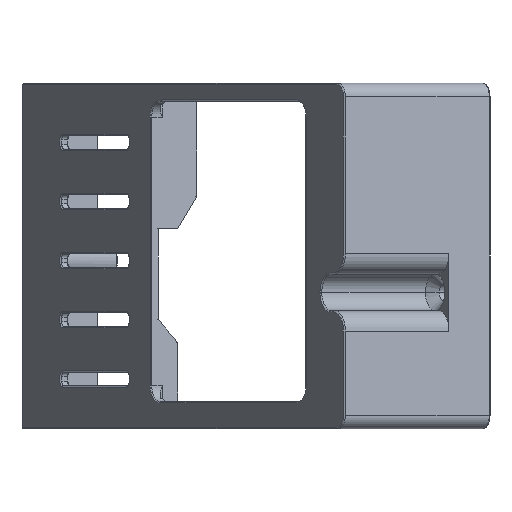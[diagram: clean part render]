
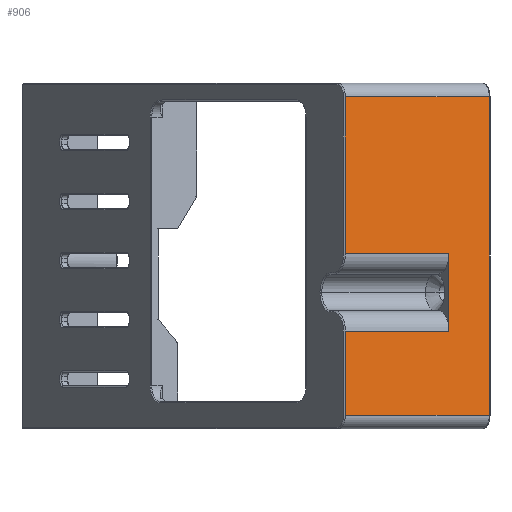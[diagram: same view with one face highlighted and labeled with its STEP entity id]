
A CAD part, front view. The second image highlights one B-rep face of the part: STEP entity #906.
In plain terms, the highlighted planar face has unit normal (0.533, -0.846, 0).
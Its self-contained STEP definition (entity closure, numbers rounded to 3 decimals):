
#44 = LINE ( 'NONE', #11655, #5212 ) ;
#369 = FACE_OUTER_BOUND ( 'NONE', #10614, .T. ) ;
#464 = VERTEX_POINT ( 'NONE', #6770 ) ;
#788 = CARTESIAN_POINT ( 'NONE',  ( 0.694, -53.908, -31.5 ) ) ;
#799 = ORIENTED_EDGE ( 'NONE', *, *, #5572, .T. ) ;
#906 = ADVANCED_FACE ( 'NONE', ( #369 ), #6948, .T. ) ;
#916 = VERTEX_POINT ( 'NONE', #11912 ) ;
#1127 = VERTEX_POINT ( 'NONE', #1977 ) ;
#1176 = VECTOR ( 'NONE', #10585, 1000. ) ;
#1850 = EDGE_CURVE ( 'NONE', #464, #6309, #10231, .T. ) ;
#1977 = CARTESIAN_POINT ( 'NONE',  ( 23.457, -39.575, -48.489 ) ) ;
#2079 = LINE ( 'NONE', #6164, #5294 ) ;
#2128 = CARTESIAN_POINT ( 'NONE',  ( 0.694, -53.908, -67. ) ) ;
#2260 = CARTESIAN_POINT ( 'NONE',  ( 23.457, -39.575, -31.5 ) ) ;
#2328 = VECTOR ( 'NONE', #12435, 1000. ) ;
#2376 = EDGE_CURVE ( 'NONE', #6309, #3210, #7902, .T. ) ;
#2422 = CARTESIAN_POINT ( 'NONE',  ( 23.457, -39.575, 0. ) ) ;
#2454 = DIRECTION ( 'NONE',  ( 0., 0., -1. ) ) ;
#2543 = CARTESIAN_POINT ( 'NONE',  ( 24.504, -38.915, -48.489 ) ) ;
#3117 = DIRECTION ( 'NONE',  ( 0.533, -0.846, 0. ) ) ;
#3210 = VERTEX_POINT ( 'NONE', #2260 ) ;
#3373 = ORIENTED_EDGE ( 'NONE', *, *, #2376, .T. ) ;
#3501 = DIRECTION ( 'NONE',  ( -0.846, -0.533, 0. ) ) ;
#3525 = ORIENTED_EDGE ( 'NONE', *, *, #9937, .T. ) ;
#4735 = CARTESIAN_POINT ( 'NONE',  ( 0.694, -53.908, -48.489 ) ) ;
#4757 = ORIENTED_EDGE ( 'NONE', *, *, #7485, .F. ) ;
#4986 = ORIENTED_EDGE ( 'NONE', *, *, #6187, .T. ) ;
#5212 = VECTOR ( 'NONE', #11719, 1000. ) ;
#5294 = VECTOR ( 'NONE', #6870, 1000. ) ;
#5390 = CARTESIAN_POINT ( 'NONE',  ( 0.694, -53.908, 0. ) ) ;
#5572 = EDGE_CURVE ( 'NONE', #916, #11216, #11541, .T. ) ;
#5806 = EDGE_CURVE ( 'NONE', #1127, #11815, #11339, .T. ) ;
#6103 = CARTESIAN_POINT ( 'NONE',  ( 0.694, -53.908, 0. ) ) ;
#6164 = CARTESIAN_POINT ( 'NONE',  ( 24.504, -38.915, 3. ) ) ;
#6187 = EDGE_CURVE ( 'NONE', #11815, #8802, #8249, .T. ) ;
#6309 = VERTEX_POINT ( 'NONE', #788 ) ;
#6703 = CARTESIAN_POINT ( 'NONE',  ( 32.342, -33.98, 0. ) ) ;
#6770 = CARTESIAN_POINT ( 'NONE',  ( 0.694, -53.908, 3. ) ) ;
#6870 = DIRECTION ( 'NONE',  ( 0.846, 0.533, 0. ) ) ;
#6948 = PLANE ( 'NONE',  #10641 ) ;
#7385 = DIRECTION ( 'NONE',  ( 0., 0., -1. ) ) ;
#7399 = ORIENTED_EDGE ( 'NONE', *, *, #1850, .T. ) ;
#7485 = EDGE_CURVE ( 'NONE', #464, #11216, #2079, .T. ) ;
#7642 = VECTOR ( 'NONE', #7385, 1000. ) ;
#7895 = CARTESIAN_POINT ( 'NONE',  ( 24.504, -38.915, 0. ) ) ;
#7902 = LINE ( 'NONE', #11795, #2328 ) ;
#8249 = LINE ( 'NONE', #6103, #11745 ) ;
#8802 = VERTEX_POINT ( 'NONE', #2128 ) ;
#9736 = ORIENTED_EDGE ( 'NONE', *, *, #5806, .T. ) ;
#9937 = EDGE_CURVE ( 'NONE', #3210, #1127, #12228, .T. ) ;
#9969 = EDGE_CURVE ( 'NONE', #8802, #916, #44, .T. ) ;
#10052 = CARTESIAN_POINT ( 'NONE',  ( 32.342, -33.98, 3. ) ) ;
#10231 = LINE ( 'NONE', #5390, #10656 ) ;
#10412 = DIRECTION ( 'NONE',  ( 0., 0., -1. ) ) ;
#10546 = ORIENTED_EDGE ( 'NONE', *, *, #9969, .T. ) ;
#10585 = DIRECTION ( 'NONE',  ( 0., 0., 1. ) ) ;
#10614 = EDGE_LOOP ( 'NONE', ( #3373, #3525, #9736, #4986, #10546, #799, #4757, #7399 ) ) ;
#10641 = AXIS2_PLACEMENT_3D ( 'NONE', #7895, #3117, #10773 ) ;
#10656 = VECTOR ( 'NONE', #10412, 1000. ) ;
#10773 = DIRECTION ( 'NONE',  ( 0.846, 0.533, 0. ) ) ;
#11216 = VERTEX_POINT ( 'NONE', #10052 ) ;
#11339 = LINE ( 'NONE', #2543, #12360 ) ;
#11541 = LINE ( 'NONE', #6703, #1176 ) ;
#11655 = CARTESIAN_POINT ( 'NONE',  ( 24.504, -38.915, -67. ) ) ;
#11719 = DIRECTION ( 'NONE',  ( 0.846, 0.533, 0. ) ) ;
#11745 = VECTOR ( 'NONE', #2454, 1000. ) ;
#11795 = CARTESIAN_POINT ( 'NONE',  ( 24.504, -38.915, -31.5 ) ) ;
#11815 = VERTEX_POINT ( 'NONE', #4735 ) ;
#11912 = CARTESIAN_POINT ( 'NONE',  ( 32.342, -33.98, -67. ) ) ;
#12228 = LINE ( 'NONE', #2422, #7642 ) ;
#12360 = VECTOR ( 'NONE', #3501, 1000. ) ;
#12435 = DIRECTION ( 'NONE',  ( 0.846, 0.533, 0. ) ) ;
